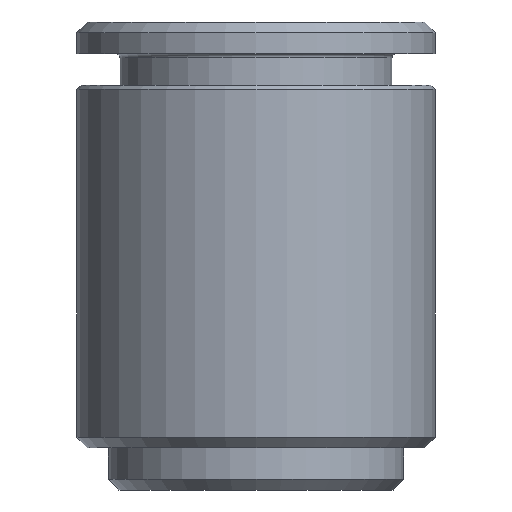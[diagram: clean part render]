
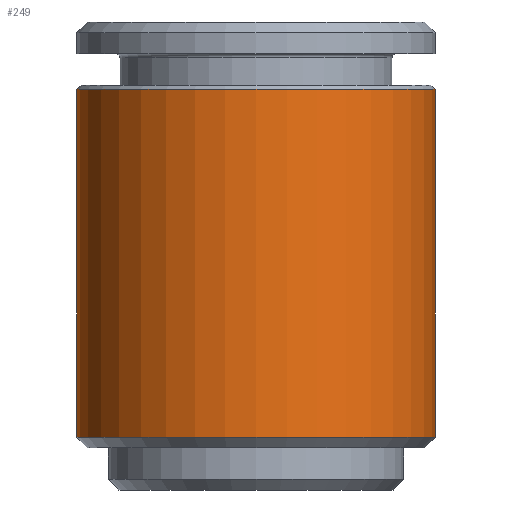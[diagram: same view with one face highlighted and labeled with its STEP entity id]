
A CAD part, front view. The second image highlights one B-rep face of the part: STEP entity #249.
In plain terms, the highlighted cylindrical face has radius 8.5 mm (diameter 17 mm), a full revolution.
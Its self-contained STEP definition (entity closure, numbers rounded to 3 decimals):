
#28=CYLINDRICAL_SURFACE('',#287,8.5);
#43=FACE_BOUND('',#99,.T.);
#64=FACE_OUTER_BOUND('',#98,.T.);
#98=EDGE_LOOP('',(#208));
#99=EDGE_LOOP('',(#209));
#131=CIRCLE('',#286,8.5);
#132=CIRCLE('',#288,8.5);
#153=VERTEX_POINT('',#435);
#154=VERTEX_POINT('',#438);
#175=EDGE_CURVE('',#153,#153,#131,.T.);
#176=EDGE_CURVE('',#154,#154,#132,.T.);
#208=ORIENTED_EDGE('',*,*,#176,.T.);
#209=ORIENTED_EDGE('',*,*,#175,.F.);
#249=ADVANCED_FACE('',(#64,#43),#28,.T.);
#286=AXIS2_PLACEMENT_3D('',#436,#355,#356);
#287=AXIS2_PLACEMENT_3D('',#437,#357,#358);
#288=AXIS2_PLACEMENT_3D('',#439,#359,#360);
#355=DIRECTION('center_axis',(0.,0.,1.));
#356=DIRECTION('ref_axis',(1.,0.,0.));
#357=DIRECTION('center_axis',(0.,0.,1.));
#358=DIRECTION('ref_axis',(1.,0.,0.));
#359=DIRECTION('center_axis',(0.,0.,1.));
#360=DIRECTION('ref_axis',(1.,0.,0.));
#435=CARTESIAN_POINT('',(16.306,11.267,20.482));
#436=CARTESIAN_POINT('Origin',(7.806,11.267,20.482));
#437=CARTESIAN_POINT('Origin',(7.806,11.267,3.982));
#438=CARTESIAN_POINT('',(16.306,11.267,3.982));
#439=CARTESIAN_POINT('Origin',(7.806,11.267,3.982));
